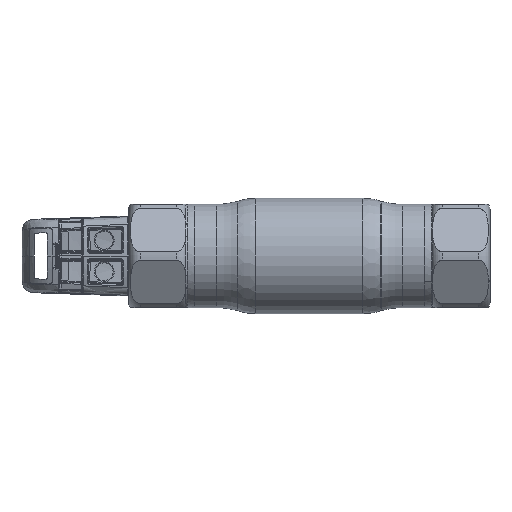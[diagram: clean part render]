
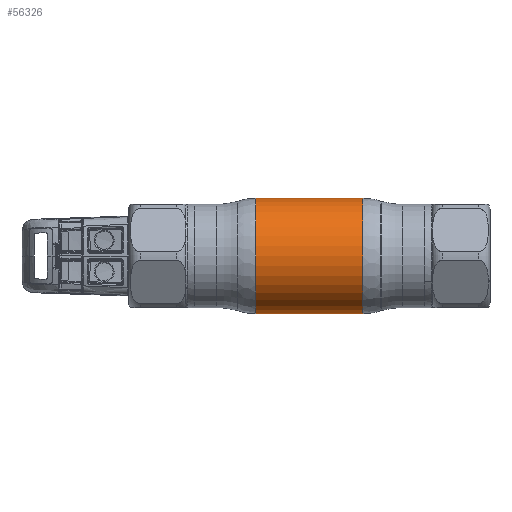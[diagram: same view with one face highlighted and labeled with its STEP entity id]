
A CAD part, front view. The second image highlights one B-rep face of the part: STEP entity #56326.
In plain terms, the highlighted cylindrical face has radius 15 mm (diameter 30 mm), a partial arc.
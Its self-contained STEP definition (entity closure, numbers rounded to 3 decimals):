
#3919 = LINE ( 'NONE', #27420, #71471 ) ;
#5254 = CARTESIAN_POINT ( 'NONE',  ( -62.69, 0., -15. ) ) ;
#6453 = AXIS2_PLACEMENT_3D ( 'NONE', #36103, #71187, #20029 ) ;
#6488 = CARTESIAN_POINT ( 'NONE',  ( -13.909, 0., -15. ) ) ;
#12190 = VERTEX_POINT ( 'NONE', #20681 ) ;
#12567 = DIRECTION ( 'NONE',  ( -1., 0., 0. ) ) ;
#12978 = CYLINDRICAL_SURFACE ( 'NONE', #6453, 15. ) ;
#13115 = VERTEX_POINT ( 'NONE', #6488 ) ;
#14369 = ORIENTED_EDGE ( 'NONE', *, *, #30219, .F. ) ;
#16785 = DIRECTION ( 'NONE',  ( -1., 0., 0. ) ) ;
#20029 = DIRECTION ( 'NONE',  ( 0., 0., 1. ) ) ;
#20681 = CARTESIAN_POINT ( 'NONE',  ( -13.909, 0., 15. ) ) ;
#22670 = CARTESIAN_POINT ( 'NONE',  ( -13.909, 0., 0. ) ) ;
#24513 = ORIENTED_EDGE ( 'NONE', *, *, #51491, .F. ) ;
#25236 = CARTESIAN_POINT ( 'NONE',  ( 13.909, 0., -15. ) ) ;
#27420 = CARTESIAN_POINT ( 'NONE',  ( -62.69, 0., 15. ) ) ;
#30219 = EDGE_CURVE ( 'NONE', #13115, #12190, #55683, .T. ) ;
#30375 = VERTEX_POINT ( 'NONE', #25236 ) ;
#31650 = ORIENTED_EDGE ( 'NONE', *, *, #45793, .T. ) ;
#35329 = DIRECTION ( 'NONE',  ( 0., 0., 1. ) ) ;
#35697 = EDGE_LOOP ( 'NONE', ( #24513, #31650, #51112, #14369 ) ) ;
#35965 = DIRECTION ( 'NONE',  ( -1., 0., 0. ) ) ;
#36103 = CARTESIAN_POINT ( 'NONE',  ( -62.69, 0., 0. ) ) ;
#36259 = VERTEX_POINT ( 'NONE', #62256 ) ;
#41201 = CARTESIAN_POINT ( 'NONE',  ( 13.909, 0., 0. ) ) ;
#41340 = FACE_OUTER_BOUND ( 'NONE', #35697, .T. ) ;
#42548 = VECTOR ( 'NONE', #16785, 1000. ) ;
#44214 = DIRECTION ( 'NONE',  ( -1., 0., 0. ) ) ;
#45793 = EDGE_CURVE ( 'NONE', #30375, #36259, #68196, .T. ) ;
#51112 = ORIENTED_EDGE ( 'NONE', *, *, #70382, .T. ) ;
#51491 = EDGE_CURVE ( 'NONE', #30375, #13115, #63152, .T. ) ;
#55683 = CIRCLE ( 'NONE', #70048, 15. ) ;
#56326 = ADVANCED_FACE ( 'NONE', ( #41340 ), #12978, .T. ) ;
#59835 = AXIS2_PLACEMENT_3D ( 'NONE', #41201, #35965, #63649 ) ;
#62256 = CARTESIAN_POINT ( 'NONE',  ( 13.909, 0., 15. ) ) ;
#63152 = LINE ( 'NONE', #5254, #42548 ) ;
#63649 = DIRECTION ( 'NONE',  ( 0., 0., 1. ) ) ;
#68196 = CIRCLE ( 'NONE', #59835, 15. ) ;
#70048 = AXIS2_PLACEMENT_3D ( 'NONE', #22670, #12567, #35329 ) ;
#70382 = EDGE_CURVE ( 'NONE', #36259, #12190, #3919, .T. ) ;
#71187 = DIRECTION ( 'NONE',  ( -1., 0., 0. ) ) ;
#71471 = VECTOR ( 'NONE', #44214, 1000. ) ;
